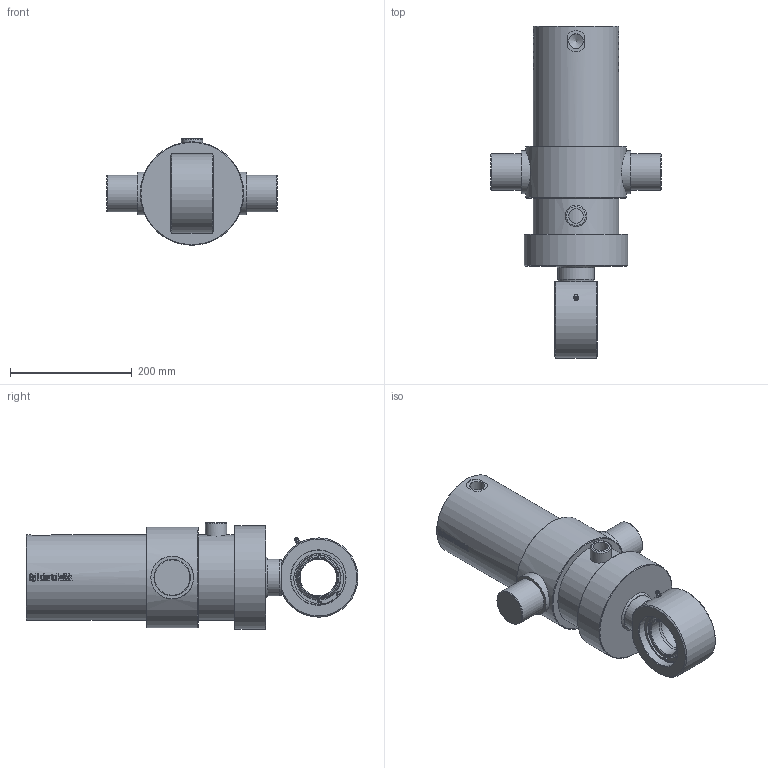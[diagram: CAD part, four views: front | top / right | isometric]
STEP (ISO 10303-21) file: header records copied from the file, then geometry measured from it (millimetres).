
FILE_DESCRIPTION((''),'2;1');
FILE_NAME('DVLP125_60.stp','2010-01-27T11:07:46',('tribel'),(''),'Autodesk Inventor 2009','Autodesk Inventor 2009','');
FILE_SCHEMA(('AUTOMOTIVE_DESIGN { 1 0 10303 214 1 1 1 1 }'));
Length unit declared in the file: millimetre
Products named in the file (5): DVLP125_60; DVLP125_60_body; DVLP125_60_stang_1; DVLP125_60_Parameters; Klinkbyøye60.komplett
Assembly tree (4 placements, depth 2):
  DVLP125_60
    DVLP125_60_body
    DVLP125_60_stang_1
    DVLP125_60_Parameters
    Klinkbyøye60.komplett
Bounding box: 280 x 545.08 x 175 mm (x, y, z)
Volume: 5381567.7 mm3; surface area: 623728.6 mm2
Topology: 3 solids, 4 shells, 578 faces, 1517 edges, 996 vertices
Faces by surface type: plane 286, bspline 156, cylinder 87, cone 37, torus 8, sphere 4
Full cylindrical faces by diameter (mm): 3 x1, 3.5 x4, 5.143 x2, 6 x1, 6.2 x2, 35 x1, 60 x5, 70 x1, 90 x2, 90.159 x3, 93.659 x2, 125 x2, 140 x2, 165 x1, 170 x1
Entity records: 48046 total; most frequent: CARTESIAN_POINT 35306, ORIENTED_EDGE 2806, DIRECTION 2012, EDGE_CURVE 1405, VERTEX_POINT 959, AXIS2_PLACEMENT_3D 742, EDGE_LOOP 725, FACE_OUTER_BOUND 578
